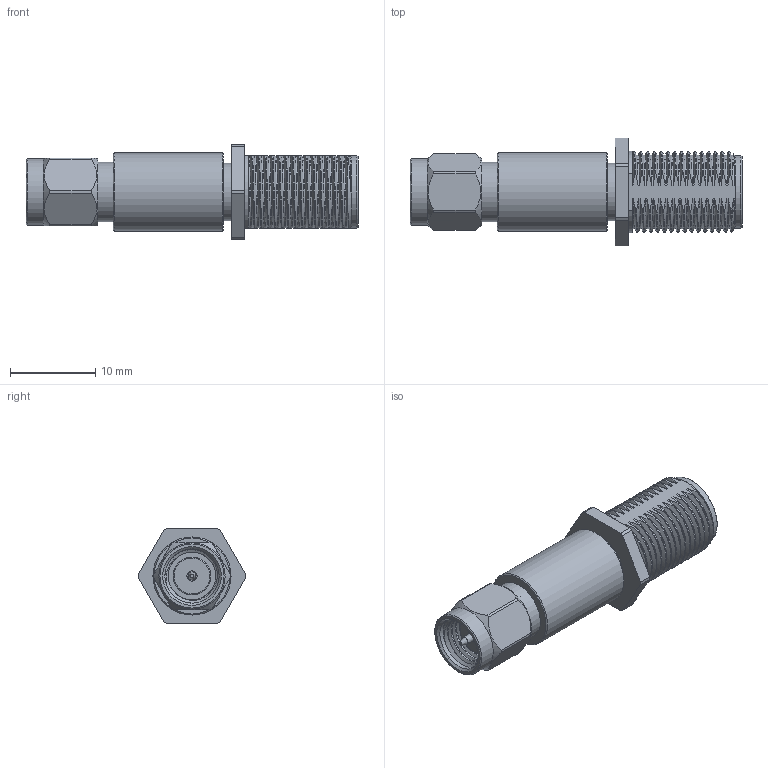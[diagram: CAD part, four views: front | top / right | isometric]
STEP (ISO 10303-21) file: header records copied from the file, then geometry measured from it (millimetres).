
FILE_DESCRIPTION (( 'STEP AP203' ), '1' );
FILE_NAME ('PE7076_3D.step', '2021-08-04T15:29:49', ( '' ), ( '' ), 'SwSTEP 2.0', 'SolidWorks 2021', '' );
FILE_SCHEMA (( 'CONFIG_CONTROL_DESIGN' ));
Products named in the file (1): PE7076_3D
Bounding box: 38.86 x 12.62 x 11.11 mm (x, y, z)
Volume: 2121.7 mm3; surface area: 2054.7 mm2
Topology: 2 solids, 2 shells, 231 faces, 638 edges, 427 vertices
Faces by surface type: bspline 98, cylinder 66, plane 52, cone 15
Full cylindrical faces by diameter (mm): 0.508 x2, 0.94 x1, 1.194 x1, 1.25 x1, 1.727 x1, 1.905 x1, 4.445 x1, 6.096 x2, 6.35 x6, 6.704 x1, 6.746 x1, 7.009 x1, 7.762 x1, 8.509 x1, 9.15 x1
Entity records: 67493 total; most frequent: CARTESIAN_POINT 62994, ORIENTED_EDGE 1194, EDGE_CURVE 597, DIRECTION 555, VERTEX_POINT 420, EDGE_LOOP 273, FACE_OUTER_BOUND 243, ADVANCED_FACE 225
